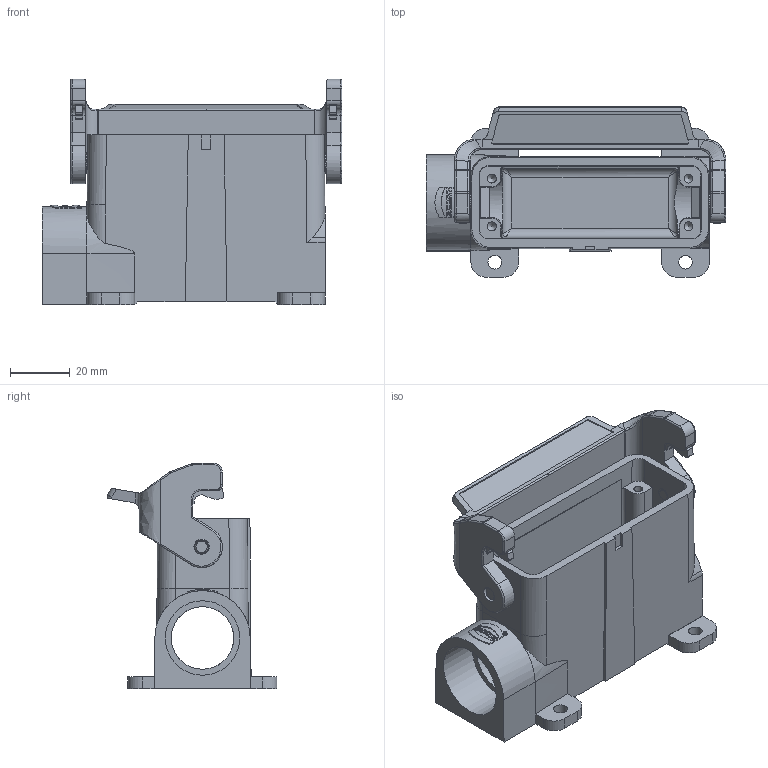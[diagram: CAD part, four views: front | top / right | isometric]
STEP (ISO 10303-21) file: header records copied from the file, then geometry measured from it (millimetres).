
FILE_DESCRIPTION(/* description */ (''),/* implementation_level */ '2;1');
FILE_NAME(/* name */ '100182947ugm000_c.stp',/* time_stamp */ '2017-12-01T13:52:15+01:00',/* author */ (''),/* organization */ (''),/* preprocessor_version */ 'ST-DEVELOPER v16',/* originating_system */ 'SIEMENS PLM Software NX 10.0',/* authorisation */ '');
FILE_SCHEMA (('AUTOMOTIVE_DESIGN { 1 0 10303 214 3 1 1 1 }'));
Length unit declared in the file: millimetre
Products named in the file (1): 100182947ugm000_c
Bounding box: 100.5 x 57.04 x 75.6 mm (x, y, z)
Volume: 68022.9 mm3; surface area: 39007.3 mm2
Topology: 2 solids, 2 shells, 486 faces, 1839 edges, 1969 vertices
Faces by surface type: plane 238, cylinder 136, bspline 97, cone 8, torus 7
Full cylindrical faces by diameter (mm): 1.1 x1, 3 x4, 4 x2, 4.6 x4, 4.8 x2, 5.1 x2, 7 x2, 21 x1, 25 x2
Entity records: 25077 total; most frequent: CARTESIAN_POINT 8406, ORIENTED_EDGE 2392, DIRECTION 2044, EDGE_CURVE 1196, PRESENTATION_STYLE_ASSIGNMENT 937, VERTEX_POINT 780, B_SPLINE_CURVE_WITH_KNOTS 769, LINE 752
